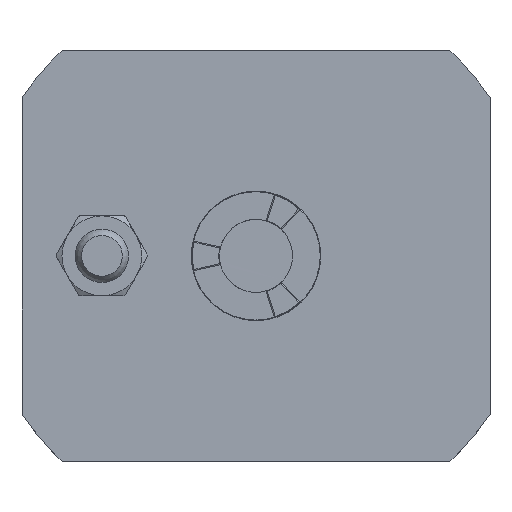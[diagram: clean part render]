
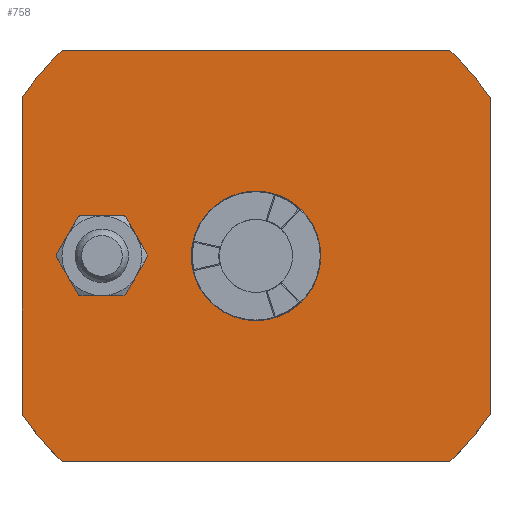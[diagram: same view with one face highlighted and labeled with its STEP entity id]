
A CAD part, top view. The second image highlights one B-rep face of the part: STEP entity #758.
In plain terms, the highlighted planar face has unit normal (0, 0, 1).
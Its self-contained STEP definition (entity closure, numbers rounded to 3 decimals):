
#758=ADVANCED_FACE('',(#866,#867,#868),#837,.F.);
#837=PLANE('',#1860);
#866=FACE_BOUND('',#907,.T.);
#867=FACE_BOUND('',#908,.T.);
#868=FACE_BOUND('',#909,.T.);
#907=EDGE_LOOP('',(#1069,#1070,#1071,#1072,#1073,#1074,#1075,#1076));
#908=EDGE_LOOP('',(#1077));
#909=EDGE_LOOP('',(#1078));
#1007=CIRCLE('',#1854,49.5);
#1008=CIRCLE('',#1855,49.5);
#1009=CIRCLE('',#1856,49.5);
#1010=CIRCLE('',#1857,49.5);
#1011=CIRCLE('',#1858,7.);
#1012=CIRCLE('',#1859,11.351);
#1069=ORIENTED_EDGE('',*,*,#1556,.F.);
#1070=ORIENTED_EDGE('',*,*,#1557,.F.);
#1071=ORIENTED_EDGE('',*,*,#1558,.F.);
#1072=ORIENTED_EDGE('',*,*,#1559,.F.);
#1073=ORIENTED_EDGE('',*,*,#1560,.T.);
#1074=ORIENTED_EDGE('',*,*,#1561,.F.);
#1075=ORIENTED_EDGE('',*,*,#1562,.T.);
#1076=ORIENTED_EDGE('',*,*,#1563,.F.);
#1077=ORIENTED_EDGE('',*,*,#1564,.T.);
#1078=ORIENTED_EDGE('',*,*,#1565,.F.);
#1431=VERTEX_POINT('',#2378);
#1432=VERTEX_POINT('',#2379);
#1433=VERTEX_POINT('',#2381);
#1434=VERTEX_POINT('',#2383);
#1435=VERTEX_POINT('',#2385);
#1436=VERTEX_POINT('',#2387);
#1437=VERTEX_POINT('',#2389);
#1438=VERTEX_POINT('',#2391);
#1439=VERTEX_POINT('',#2394);
#1440=VERTEX_POINT('',#2396);
#1556=EDGE_CURVE('',#1431,#1432,#1737,.T.);
#1557=EDGE_CURVE('',#1433,#1431,#1007,.T.);
#1558=EDGE_CURVE('',#1434,#1433,#1738,.T.);
#1559=EDGE_CURVE('',#1435,#1434,#1008,.T.);
#1560=EDGE_CURVE('',#1435,#1436,#1739,.T.);
#1561=EDGE_CURVE('',#1437,#1436,#1009,.T.);
#1562=EDGE_CURVE('',#1437,#1438,#1740,.T.);
#1563=EDGE_CURVE('',#1432,#1438,#1010,.T.);
#1564=EDGE_CURVE('',#1439,#1439,#1011,.T.);
#1565=EDGE_CURVE('',#1440,#1440,#1012,.T.);
#1737=LINE('',#2377,#1795);
#1738=LINE('',#2382,#1796);
#1739=LINE('',#2386,#1797);
#1740=LINE('',#2390,#1798);
#1795=VECTOR('',#2010,1.);
#1796=VECTOR('',#2013,1.);
#1797=VECTOR('',#2016,1.);
#1798=VECTOR('',#2019,1.);
#1854=AXIS2_PLACEMENT_3D('',#2380,#2011,#2012);
#1855=AXIS2_PLACEMENT_3D('',#2384,#2014,#2015);
#1856=AXIS2_PLACEMENT_3D('',#2388,#2017,#2018);
#1857=AXIS2_PLACEMENT_3D('',#2392,#2020,#2021);
#1858=AXIS2_PLACEMENT_3D('',#2393,#2022,#2023);
#1859=AXIS2_PLACEMENT_3D('',#2395,#2024,#2025);
#1860=AXIS2_PLACEMENT_3D('',#2397,#2026,#2027);
#2010=DIRECTION('',(-1.,0.,0.));
#2011=DIRECTION('',(0.,0.,-1.));
#2012=DIRECTION('',(-1.,0.,0.));
#2013=DIRECTION('',(0.,-1.,0.));
#2014=DIRECTION('',(0.,0.,-1.));
#2015=DIRECTION('',(-1.,0.,0.));
#2016=DIRECTION('',(-1.,0.,0.));
#2017=DIRECTION('',(0.,0.,-1.));
#2018=DIRECTION('',(-1.,0.,0.));
#2019=DIRECTION('',(0.,-1.,0.));
#2020=DIRECTION('',(0.,0.,-1.));
#2021=DIRECTION('',(-1.,0.,0.));
#2022=DIRECTION('',(0.,0.,-1.));
#2023=DIRECTION('',(0.,-1.,0.));
#2024=DIRECTION('',(0.,0.,1.));
#2025=DIRECTION('',(0.,-1.,0.));
#2026=DIRECTION('',(0.,0.,-1.));
#2027=DIRECTION('',(-1.,0.,0.));
#2377=CARTESIAN_POINT('',(41.,-36.,20.));
#2378=CARTESIAN_POINT('',(33.974,-36.,20.));
#2379=CARTESIAN_POINT('',(-33.974,-36.,20.));
#2380=CARTESIAN_POINT('',(0.,0.,20.));
#2381=CARTESIAN_POINT('',(41.,-27.735,20.));
#2382=CARTESIAN_POINT('',(41.,36.,20.));
#2383=CARTESIAN_POINT('',(41.,27.735,20.));
#2384=CARTESIAN_POINT('',(0.,0.,20.));
#2385=CARTESIAN_POINT('',(33.974,36.,20.));
#2386=CARTESIAN_POINT('',(41.,36.,20.));
#2387=CARTESIAN_POINT('',(-33.974,36.,20.));
#2388=CARTESIAN_POINT('',(0.,0.,20.));
#2389=CARTESIAN_POINT('',(-41.,27.735,20.));
#2390=CARTESIAN_POINT('',(-41.,36.,20.));
#2391=CARTESIAN_POINT('',(-41.,-27.735,20.));
#2392=CARTESIAN_POINT('',(0.,0.,20.));
#2393=CARTESIAN_POINT('',(-27.,0.,20.));
#2394=CARTESIAN_POINT('',(-27.,-7.,20.));
#2395=CARTESIAN_POINT('',(0.,0.,20.));
#2396=CARTESIAN_POINT('',(0.,-11.351,20.));
#2397=CARTESIAN_POINT('',(41.,36.,20.));
